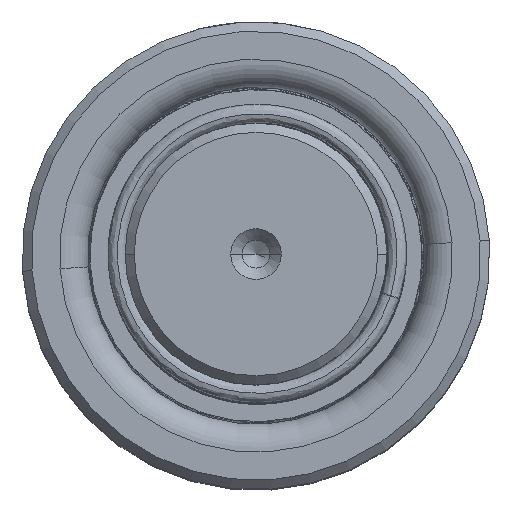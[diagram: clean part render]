
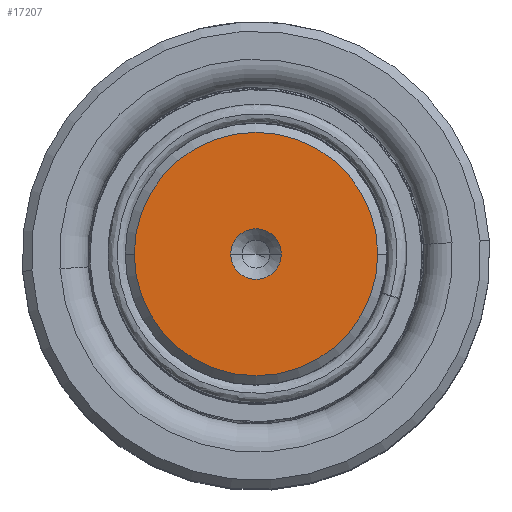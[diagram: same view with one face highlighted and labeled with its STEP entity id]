
A CAD part, top view. The second image highlights one B-rep face of the part: STEP entity #17207.
In plain terms, the highlighted planar face has unit normal (0, 0, 1).
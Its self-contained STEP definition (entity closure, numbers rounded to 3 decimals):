
#2834 = CIRCLE ( 'NONE', #34038, 2.7 ) ;
#4061 = ORIENTED_EDGE ( 'NONE', *, *, #46866, .F. ) ;
#6062 = CARTESIAN_POINT ( 'NONE',  ( 0., 0., 160. ) ) ;
#6964 = VERTEX_POINT ( 'NONE', #10749 ) ;
#7790 = AXIS2_PLACEMENT_3D ( 'NONE', #27960, #35569, #23445 ) ;
#8444 = ORIENTED_EDGE ( 'NONE', *, *, #47545, .F. ) ;
#10749 = CARTESIAN_POINT ( 'NONE',  ( 2.7, 0., 160. ) ) ;
#10786 = EDGE_LOOP ( 'NONE', ( #8444, #4061 ) ) ;
#12001 = VERTEX_POINT ( 'NONE', #17136 ) ;
#12346 = DIRECTION ( 'NONE',  ( 0., 0., 1. ) ) ;
#13497 = VERTEX_POINT ( 'NONE', #50557 ) ;
#13501 = DIRECTION ( 'NONE',  ( 1., 0., 0. ) ) ;
#13738 = CARTESIAN_POINT ( 'NONE',  ( 0., 0., 160. ) ) ;
#14067 = ORIENTED_EDGE ( 'NONE', *, *, #41087, .T. ) ;
#16715 = CARTESIAN_POINT ( 'NONE',  ( 0., 0., 160. ) ) ;
#17136 = CARTESIAN_POINT ( 'NONE',  ( -13.012, 0., 160. ) ) ;
#17207 = ADVANCED_FACE ( 'NONE', ( #47851, #45262 ), #52273, .T. ) ;
#23445 = DIRECTION ( 'NONE',  ( 1., 0., 0. ) ) ;
#23662 = AXIS2_PLACEMENT_3D ( 'NONE', #6062, #35062, #13501 ) ;
#25919 = DIRECTION ( 'NONE',  ( 0., 0., 1. ) ) ;
#26799 = CIRCLE ( 'NONE', #23662, 2.7 ) ;
#27960 = CARTESIAN_POINT ( 'NONE',  ( 0., 0., 160. ) ) ;
#28174 = ORIENTED_EDGE ( 'NONE', *, *, #51608, .T. ) ;
#29234 = DIRECTION ( 'NONE',  ( 1., 0., 0. ) ) ;
#31012 = DIRECTION ( 'NONE',  ( 1., 0., 0. ) ) ;
#31372 = DIRECTION ( 'NONE',  ( 0., 0., 1. ) ) ;
#33240 = AXIS2_PLACEMENT_3D ( 'NONE', #35352, #31372, #31012 ) ;
#33951 = EDGE_LOOP ( 'NONE', ( #28174, #14067 ) ) ;
#34038 = AXIS2_PLACEMENT_3D ( 'NONE', #13738, #25919, #46970 ) ;
#35062 = DIRECTION ( 'NONE',  ( 0., 0., 1. ) ) ;
#35352 = CARTESIAN_POINT ( 'NONE',  ( 0., 0., 160. ) ) ;
#35569 = DIRECTION ( 'NONE',  ( 0., 0., 1. ) ) ;
#37122 = CIRCLE ( 'NONE', #41441, 13.012 ) ;
#37206 = CARTESIAN_POINT ( 'NONE',  ( -2.7, 0., 160. ) ) ;
#37969 = VERTEX_POINT ( 'NONE', #37206 ) ;
#40634 = CIRCLE ( 'NONE', #33240, 13.012 ) ;
#41087 = EDGE_CURVE ( 'NONE', #13497, #12001, #40634, .T. ) ;
#41441 = AXIS2_PLACEMENT_3D ( 'NONE', #16715, #12346, #29234 ) ;
#45262 = FACE_OUTER_BOUND ( 'NONE', #33951, .T. ) ;
#46866 = EDGE_CURVE ( 'NONE', #37969, #6964, #2834, .T. ) ;
#46970 = DIRECTION ( 'NONE',  ( 1., 0., 0. ) ) ;
#47545 = EDGE_CURVE ( 'NONE', #6964, #37969, #26799, .T. ) ;
#47851 = FACE_BOUND ( 'NONE', #10786, .T. ) ;
#50557 = CARTESIAN_POINT ( 'NONE',  ( 13.012, 0., 160. ) ) ;
#51608 = EDGE_CURVE ( 'NONE', #12001, #13497, #37122, .T. ) ;
#52273 = PLANE ( 'NONE',  #7790 ) ;
